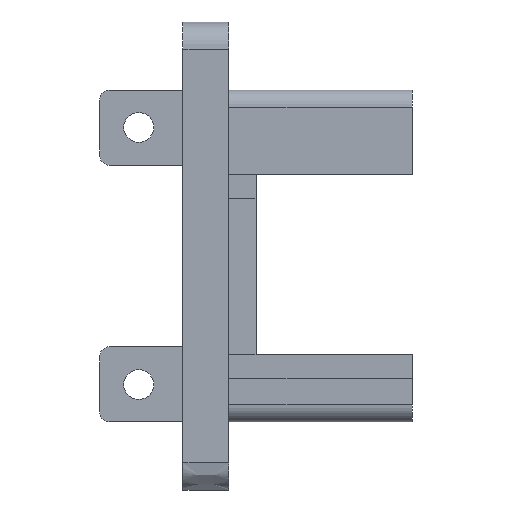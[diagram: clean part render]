
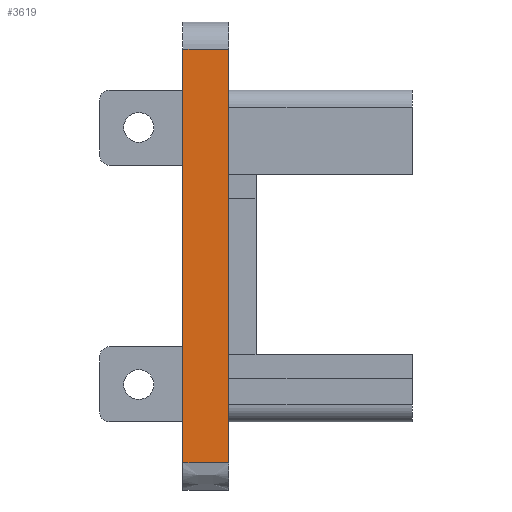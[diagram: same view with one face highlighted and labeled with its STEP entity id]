
A CAD part, front view. The second image highlights one B-rep face of the part: STEP entity #3619.
In plain terms, the highlighted planar face has unit normal (0, -1, 0).
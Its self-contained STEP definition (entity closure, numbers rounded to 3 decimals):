
#247=B_SPLINE_CURVE_WITH_KNOTS('',3,(#6873,#6874,#6875,#6876),
 .UNSPECIFIED.,.F.,.F.,(4,4),(-0.15,0.187),
 .UNSPECIFIED.);
#531=FACE_OUTER_BOUND('',#738,.T.);
#738=EDGE_LOOP('',(#3118,#3119,#3120,#3121));
#1022=LINE('',#6840,#1329);
#1026=LINE('',#6869,#1333);
#1027=LINE('',#6872,#1334);
#1329=VECTOR('',#4178,10.);
#1333=VECTOR('',#4200,10.);
#1334=VECTOR('',#4203,10.);
#1703=VERTEX_POINT('',#6837);
#1704=VERTEX_POINT('',#6839);
#1710=VERTEX_POINT('',#6867);
#1711=VERTEX_POINT('',#6871);
#2190=EDGE_CURVE('',#1703,#1704,#1022,.T.);
#2200=EDGE_CURVE('',#1710,#1703,#1026,.T.);
#2201=EDGE_CURVE('',#1711,#1710,#1027,.T.);
#2202=EDGE_CURVE('',#1704,#1711,#247,.T.);
#3118=ORIENTED_EDGE('',*,*,#2200,.F.);
#3119=ORIENTED_EDGE('',*,*,#2201,.F.);
#3120=ORIENTED_EDGE('',*,*,#2202,.F.);
#3121=ORIENTED_EDGE('',*,*,#2190,.F.);
#3442=PLANE('',#3755);
#3619=ADVANCED_FACE('',(#531),#3442,.T.);
#3755=AXIS2_PLACEMENT_3D('',#6870,#4201,#4202);
#4178=DIRECTION('',(0.,0.,-1.));
#4200=DIRECTION('',(1.,0.,0.));
#4201=DIRECTION('center_axis',(0.,-1.,0.));
#4202=DIRECTION('ref_axis',(0.,0.,-1.));
#4203=DIRECTION('',(0.,0.,1.));
#6837=CARTESIAN_POINT('',(43.257,-7.999,55.916));
#6839=CARTESIAN_POINT('',(43.257,-7.999,25.516));
#6840=CARTESIAN_POINT('',(43.257,-7.999,23.516));
#6867=CARTESIAN_POINT('',(39.882,-7.999,55.916));
#6869=CARTESIAN_POINT('',(40.819,-7.999,55.916));
#6870=CARTESIAN_POINT('Origin',(40.819,-7.999,40.716));
#6871=CARTESIAN_POINT('',(39.882,-7.999,25.516));
#6872=CARTESIAN_POINT('',(39.882,-7.999,52.916));
#6873=CARTESIAN_POINT('Ctrl Pts',(43.257,-7.999,25.516));
#6874=CARTESIAN_POINT('Ctrl Pts',(42.132,-7.999,25.516));
#6875=CARTESIAN_POINT('Ctrl Pts',(41.007,-7.999,25.516));
#6876=CARTESIAN_POINT('Ctrl Pts',(39.882,-7.999,25.516));
